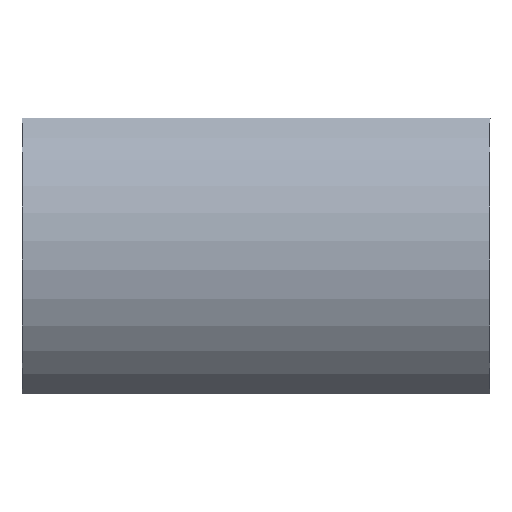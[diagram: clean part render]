
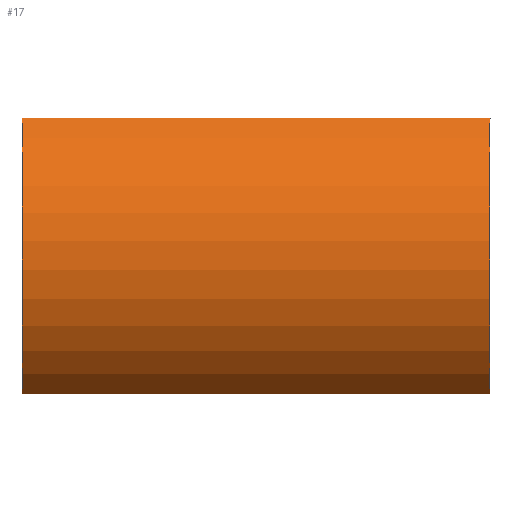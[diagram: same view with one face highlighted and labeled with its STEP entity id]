
A CAD part, top view. The second image highlights one B-rep face of the part: STEP entity #17.
In plain terms, the highlighted cylindrical face has radius 2.999 mm (diameter 5.998 mm), a partial arc.
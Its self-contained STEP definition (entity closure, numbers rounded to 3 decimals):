
#17 = ADVANCED_FACE('',(#18),#33,.T.);
#18 = FACE_BOUND('',#19,.T.);
#19 = EDGE_LOOP('',(#20,#66,#104,#143));
#20 = ORIENTED_EDGE('',*,*,#21,.F.);
#21 = EDGE_CURVE('',#22,#24,#26,.T.);
#22 = VERTEX_POINT('',#23);
#23 = CARTESIAN_POINT('',(4.,2.357,
    0.));
#24 = VERTEX_POINT('',#25);
#25 = CARTESIAN_POINT('',(4.,-2.357,
    0.));
#26 = SURFACE_CURVE('',#27,(#32),.PCURVE_S1.);
#27 = CIRCLE('',#28,2.999);
#28 = AXIS2_PLACEMENT_3D('',#29,#30,#31);
#29 = CARTESIAN_POINT('',(4.,0.,
    -1.854));
#30 = DIRECTION('',(1.,0.,0.));
#31 = DIRECTION('',(0.,0.786,0.618));
#32 = PCURVE('',#33,#38);
#33 = CYLINDRICAL_SURFACE('',#34,2.999);
#34 = AXIS2_PLACEMENT_3D('',#35,#36,#37);
#35 = CARTESIAN_POINT('',(0.,0.,
    -1.854));
#36 = DIRECTION('',(-1.,0.,0.));
#37 = DIRECTION('',(0.,-0.786,0.618));
#38 = DEFINITIONAL_REPRESENTATION('',(#39),#65);
#39 = B_SPLINE_CURVE_WITH_KNOTS('',3,(#40,#41,#42,#43,#44,#45,#46,#47,
    #48,#49,#50,#51,#52,#53,#54,#55,#56,#57,#58,#59,#60,#61,#62,#63,#64)
  ,.UNSPECIFIED.,.F.,.F.,(4,1,1,1,1,1,1,1,1,1,1,1,1,1,1,1,1,1,1,1,1,1,4)
  ,(0.,0.082,0.164,0.247,0.329,
    0.411,0.493,0.575,0.658,
    0.74,0.822,0.904,0.986,
    1.069,1.151,1.233,1.315,
    1.397,1.48,1.562,1.644,
    1.726,1.808),.QUASI_UNIFORM_KNOTS.);
#40 = CARTESIAN_POINT('',(1.808,-4.));
#41 = CARTESIAN_POINT('',(1.781,-4.));
#42 = CARTESIAN_POINT('',(1.726,-4.));
#43 = CARTESIAN_POINT('',(1.644,-4.));
#44 = CARTESIAN_POINT('',(1.562,-4.));
#45 = CARTESIAN_POINT('',(1.48,-4.));
#46 = CARTESIAN_POINT('',(1.397,-4.));
#47 = CARTESIAN_POINT('',(1.315,-4.));
#48 = CARTESIAN_POINT('',(1.233,-4.));
#49 = CARTESIAN_POINT('',(1.151,-4.));
#50 = CARTESIAN_POINT('',(1.069,-4.));
#51 = CARTESIAN_POINT('',(0.986,-4.));
#52 = CARTESIAN_POINT('',(0.904,-4.));
#53 = CARTESIAN_POINT('',(0.822,-4.));
#54 = CARTESIAN_POINT('',(0.74,-4.));
#55 = CARTESIAN_POINT('',(0.658,-4.));
#56 = CARTESIAN_POINT('',(0.575,-4.));
#57 = CARTESIAN_POINT('',(0.493,-4.));
#58 = CARTESIAN_POINT('',(0.411,-4.));
#59 = CARTESIAN_POINT('',(0.329,-4.));
#60 = CARTESIAN_POINT('',(0.247,-4.));
#61 = CARTESIAN_POINT('',(0.164,-4.));
#62 = CARTESIAN_POINT('',(0.082,-4.));
#63 = CARTESIAN_POINT('',(0.027,-4.));
#64 = CARTESIAN_POINT('',(0.,-4.));
#65 = ( GEOMETRIC_REPRESENTATION_CONTEXT(2) 
PARAMETRIC_REPRESENTATION_CONTEXT() REPRESENTATION_CONTEXT('2D SPACE',''
  ) );
#66 = ORIENTED_EDGE('',*,*,#67,.F.);
#67 = EDGE_CURVE('',#68,#22,#70,.T.);
#68 = VERTEX_POINT('',#69);
#69 = CARTESIAN_POINT('',(-4.,2.357,
    0.));
#70 = SURFACE_CURVE('',#71,(#75),.PCURVE_S1.);
#71 = LINE('',#72,#73);
#72 = CARTESIAN_POINT('',(-4.,2.357,
    0.));
#73 = VECTOR('',#74,1.);
#74 = DIRECTION('',(1.,0.,0.));
#75 = PCURVE('',#33,#76);
#76 = DEFINITIONAL_REPRESENTATION('',(#77),#103);
#77 = B_SPLINE_CURVE_WITH_KNOTS('',3,(#78,#79,#80,#81,#82,#83,#84,#85,
    #86,#87,#88,#89,#90,#91,#92,#93,#94,#95,#96,#97,#98,#99,#100,#101,
    #102),.UNSPECIFIED.,.F.,.F.,(4,1,1,1,1,1,1,1,1,1,1,1,1,1,1,1,1,1,1,1
    ,1,1,4),(-0.,0.364,0.727,1.091,
    1.455,1.818,2.182,2.545,
    2.909,3.273,3.636,4.,
    4.364,4.727,5.091,5.455,
    5.818,6.182,6.545,6.909,
    7.273,7.636,8.),
  .QUASI_UNIFORM_KNOTS.);
#78 = CARTESIAN_POINT('',(1.808,4.));
#79 = CARTESIAN_POINT('',(1.808,3.879));
#80 = CARTESIAN_POINT('',(1.808,3.636));
#81 = CARTESIAN_POINT('',(1.808,3.273));
#82 = CARTESIAN_POINT('',(1.808,2.909));
#83 = CARTESIAN_POINT('',(1.808,2.545));
#84 = CARTESIAN_POINT('',(1.808,2.182));
#85 = CARTESIAN_POINT('',(1.808,1.818));
#86 = CARTESIAN_POINT('',(1.808,1.455));
#87 = CARTESIAN_POINT('',(1.808,1.091));
#88 = CARTESIAN_POINT('',(1.808,0.727));
#89 = CARTESIAN_POINT('',(1.808,0.364));
#90 = CARTESIAN_POINT('',(1.808,0.));
#91 = CARTESIAN_POINT('',(1.808,-0.364));
#92 = CARTESIAN_POINT('',(1.808,-0.727));
#93 = CARTESIAN_POINT('',(1.808,-1.091));
#94 = CARTESIAN_POINT('',(1.808,-1.455));
#95 = CARTESIAN_POINT('',(1.808,-1.818));
#96 = CARTESIAN_POINT('',(1.808,-2.182));
#97 = CARTESIAN_POINT('',(1.808,-2.545));
#98 = CARTESIAN_POINT('',(1.808,-2.909));
#99 = CARTESIAN_POINT('',(1.808,-3.273));
#100 = CARTESIAN_POINT('',(1.808,-3.636));
#101 = CARTESIAN_POINT('',(1.808,-3.879));
#102 = CARTESIAN_POINT('',(1.808,-4.));
#103 = ( GEOMETRIC_REPRESENTATION_CONTEXT(2) 
PARAMETRIC_REPRESENTATION_CONTEXT() REPRESENTATION_CONTEXT('2D SPACE',''
  ) );
#104 = ORIENTED_EDGE('',*,*,#105,.F.);
#105 = EDGE_CURVE('',#106,#68,#108,.T.);
#106 = VERTEX_POINT('',#107);
#107 = CARTESIAN_POINT('',(-4.,-2.357,
    0.));
#108 = SURFACE_CURVE('',#109,(#114),.PCURVE_S1.);
#109 = CIRCLE('',#110,2.999);
#110 = AXIS2_PLACEMENT_3D('',#111,#112,#113);
#111 = CARTESIAN_POINT('',(-4.,0.,
    -1.854));
#112 = DIRECTION('',(-1.,0.,0.));
#113 = DIRECTION('',(0.,-0.786,0.618));
#114 = PCURVE('',#33,#115);
#115 = DEFINITIONAL_REPRESENTATION('',(#116),#142);
#116 = B_SPLINE_CURVE_WITH_KNOTS('',3,(#117,#118,#119,#120,#121,#122,
    #123,#124,#125,#126,#127,#128,#129,#130,#131,#132,#133,#134,#135,
    #136,#137,#138,#139,#140,#141),.UNSPECIFIED.,.F.,.F.,(4,1,1,1,1,1,1,
    1,1,1,1,1,1,1,1,1,1,1,1,1,1,1,4),(0.,0.082,
    0.164,0.247,0.329,0.411,
    0.493,0.575,0.658,0.74,
    0.822,0.904,0.986,1.069,
    1.151,1.233,1.315,1.397,
    1.48,1.562,1.644,1.726,
    1.808),.QUASI_UNIFORM_KNOTS.);
#117 = CARTESIAN_POINT('',(0.,4.));
#118 = CARTESIAN_POINT('',(0.027,4.));
#119 = CARTESIAN_POINT('',(0.082,4.));
#120 = CARTESIAN_POINT('',(0.164,4.));
#121 = CARTESIAN_POINT('',(0.247,4.));
#122 = CARTESIAN_POINT('',(0.329,4.));
#123 = CARTESIAN_POINT('',(0.411,4.));
#124 = CARTESIAN_POINT('',(0.493,4.));
#125 = CARTESIAN_POINT('',(0.575,4.));
#126 = CARTESIAN_POINT('',(0.658,4.));
#127 = CARTESIAN_POINT('',(0.74,4.));
#128 = CARTESIAN_POINT('',(0.822,4.));
#129 = CARTESIAN_POINT('',(0.904,4.));
#130 = CARTESIAN_POINT('',(0.986,4.));
#131 = CARTESIAN_POINT('',(1.069,4.));
#132 = CARTESIAN_POINT('',(1.151,4.));
#133 = CARTESIAN_POINT('',(1.233,4.));
#134 = CARTESIAN_POINT('',(1.315,4.));
#135 = CARTESIAN_POINT('',(1.397,4.));
#136 = CARTESIAN_POINT('',(1.48,4.));
#137 = CARTESIAN_POINT('',(1.562,4.));
#138 = CARTESIAN_POINT('',(1.644,4.));
#139 = CARTESIAN_POINT('',(1.726,4.));
#140 = CARTESIAN_POINT('',(1.781,4.));
#141 = CARTESIAN_POINT('',(1.808,4.));
#142 = ( GEOMETRIC_REPRESENTATION_CONTEXT(2) 
PARAMETRIC_REPRESENTATION_CONTEXT() REPRESENTATION_CONTEXT('2D SPACE',''
  ) );
#143 = ORIENTED_EDGE('',*,*,#144,.F.);
#144 = EDGE_CURVE('',#24,#106,#145,.T.);
#145 = SURFACE_CURVE('',#146,(#150),.PCURVE_S1.);
#146 = LINE('',#147,#148);
#147 = CARTESIAN_POINT('',(4.,-2.357,
    0.));
#148 = VECTOR('',#149,1.);
#149 = DIRECTION('',(-1.,0.,0.));
#150 = PCURVE('',#33,#151);
#151 = DEFINITIONAL_REPRESENTATION('',(#152),#178);
#152 = B_SPLINE_CURVE_WITH_KNOTS('',3,(#153,#154,#155,#156,#157,#158,
    #159,#160,#161,#162,#163,#164,#165,#166,#167,#168,#169,#170,#171,
    #172,#173,#174,#175,#176,#177),.UNSPECIFIED.,.F.,.F.,(4,1,1,1,1,1,1,
    1,1,1,1,1,1,1,1,1,1,1,1,1,1,1,4),(0.,0.364,0.727,
    1.091,1.455,1.818,2.182,
    2.545,2.909,3.273,3.636,
    4.,4.364,4.727,5.091,
    5.455,5.818,6.182,6.545,
    6.909,7.273,7.636,8.),
  .QUASI_UNIFORM_KNOTS.);
#153 = CARTESIAN_POINT('',(0.,-4.));
#154 = CARTESIAN_POINT('',(0.,-3.879));
#155 = CARTESIAN_POINT('',(0.,-3.636));
#156 = CARTESIAN_POINT('',(0.,-3.273));
#157 = CARTESIAN_POINT('',(0.,-2.909));
#158 = CARTESIAN_POINT('',(0.,-2.545));
#159 = CARTESIAN_POINT('',(0.,-2.182));
#160 = CARTESIAN_POINT('',(0.,-1.818));
#161 = CARTESIAN_POINT('',(0.,-1.455));
#162 = CARTESIAN_POINT('',(0.,-1.091));
#163 = CARTESIAN_POINT('',(0.,-0.727));
#164 = CARTESIAN_POINT('',(0.,-0.364));
#165 = CARTESIAN_POINT('',(0.,0.));
#166 = CARTESIAN_POINT('',(0.,0.364));
#167 = CARTESIAN_POINT('',(0.,0.727));
#168 = CARTESIAN_POINT('',(0.,1.091));
#169 = CARTESIAN_POINT('',(0.,1.455));
#170 = CARTESIAN_POINT('',(0.,1.818));
#171 = CARTESIAN_POINT('',(0.,2.182));
#172 = CARTESIAN_POINT('',(0.,2.545));
#173 = CARTESIAN_POINT('',(0.,2.909));
#174 = CARTESIAN_POINT('',(0.,3.273));
#175 = CARTESIAN_POINT('',(0.,3.636));
#176 = CARTESIAN_POINT('',(0.,3.879));
#177 = CARTESIAN_POINT('',(0.,4.));
#178 = ( GEOMETRIC_REPRESENTATION_CONTEXT(2) 
PARAMETRIC_REPRESENTATION_CONTEXT() REPRESENTATION_CONTEXT('2D SPACE',''
  ) );
